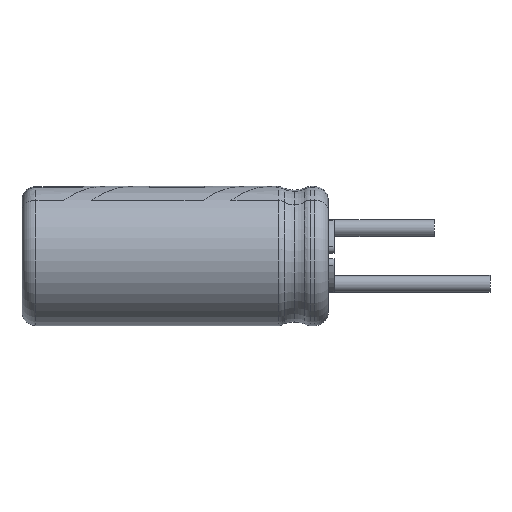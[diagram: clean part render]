
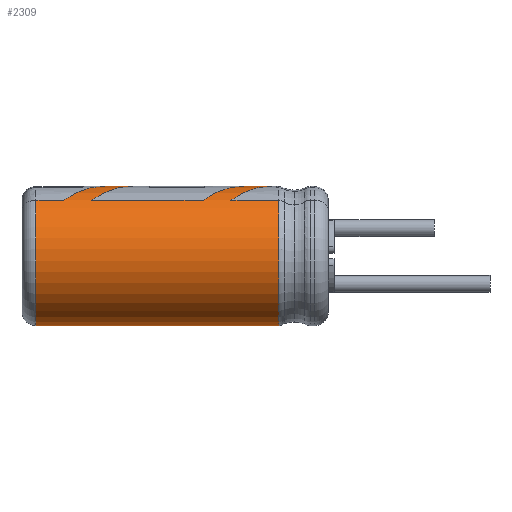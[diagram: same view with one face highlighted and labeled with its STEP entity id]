
A CAD part, left-side view. The second image highlights one B-rep face of the part: STEP entity #2309.
In plain terms, the highlighted cylindrical face has radius 2.5 mm (diameter 5 mm), a partial arc.
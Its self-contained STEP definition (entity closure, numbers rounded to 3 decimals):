
#28 =( BOUNDED_CURVE ( )  B_SPLINE_CURVE ( 3, ( #4041, #4042, #4043, #4044 ),
 .UNSPECIFIED., .F., .T. ) 
 B_SPLINE_CURVE_WITH_KNOTS ( ( 4, 4 ),
 ( 1.571, 2.214 ),
 .UNSPECIFIED. ) 
 CURVE ( )  GEOMETRIC_REPRESENTATION_ITEM ( )  RATIONAL_B_SPLINE_CURVE ( ( 1., 0.966, 0.966, 1. ) ) 
 REPRESENTATION_ITEM ( '' )  );
#30 =( BOUNDED_CURVE ( )  B_SPLINE_CURVE ( 3, ( #4034, #4035, #4036, #4037 ),
 .UNSPECIFIED., .F., .T. ) 
 B_SPLINE_CURVE_WITH_KNOTS ( ( 4, 4 ),
 ( 1.571, 2.214 ),
 .UNSPECIFIED. ) 
 CURVE ( )  GEOMETRIC_REPRESENTATION_ITEM ( )  RATIONAL_B_SPLINE_CURVE ( ( 1., 0.966, 0.966, 1. ) ) 
 REPRESENTATION_ITEM ( '' )  );
#31 =( BOUNDED_CURVE ( )  B_SPLINE_CURVE ( 3, ( #4048, #4049, #4050, #4051 ),
 .UNSPECIFIED., .F., .T. ) 
 B_SPLINE_CURVE_WITH_KNOTS ( ( 4, 4 ),
 ( 4.069, 4.712 ),
 .UNSPECIFIED. ) 
 CURVE ( )  GEOMETRIC_REPRESENTATION_ITEM ( )  RATIONAL_B_SPLINE_CURVE ( ( 1., 0.966, 0.966, 1. ) ) 
 REPRESENTATION_ITEM ( '' )  );
#32 =( BOUNDED_CURVE ( )  B_SPLINE_CURVE ( 3, ( #4058, #4059, #4060, #4061 ),
 .UNSPECIFIED., .F., .F. ) 
 B_SPLINE_CURVE_WITH_KNOTS ( ( 4, 4 ),
 ( 4.069, 4.712 ),
 .UNSPECIFIED. ) 
 CURVE ( )  GEOMETRIC_REPRESENTATION_ITEM ( )  RATIONAL_B_SPLINE_CURVE ( ( 1., 0.966, 0.966, 1. ) ) 
 REPRESENTATION_ITEM ( '' )  );
#199 = CARTESIAN_POINT ( 'NONE',  ( 0., 8., 2.5 ) ) ;
#201 = CARTESIAN_POINT ( 'NONE',  ( -1.5, 1.79, 2. ) ) ;
#202 = CARTESIAN_POINT ( 'NONE',  ( 0., 10.5, -2.5 ) ) ;
#203 = CARTESIAN_POINT ( 'NONE',  ( 0., 3., 2.5 ) ) ;
#207 = CARTESIAN_POINT ( 'NONE',  ( 0., 2., 2.5 ) ) ;
#208 = CARTESIAN_POINT ( 'NONE',  ( 0., 1.79, -2.5 ) ) ;
#224 = CARTESIAN_POINT ( 'NONE',  ( -1.5, 10.5, 2. ) ) ;
#338 = CIRCLE ( 'NONE', #4679, 2.5 ) ;
#342 = CIRCLE ( 'NONE', #4692, 2.5 ) ;
#856 = EDGE_LOOP ( 'NONE', ( #2718, #2717, #2716, #2719, #2715, #2714, #2713, #2712, #2711, #2710, #2709, #2708 ) ) ;
#1042 = VERTEX_POINT ( 'NONE', #3018 ) ;
#1049 = VERTEX_POINT ( 'NONE', #3025 ) ;
#1050 = VERTEX_POINT ( 'NONE', #3026 ) ;
#1057 = VERTEX_POINT ( 'NONE', #3033 ) ;
#1180 = CARTESIAN_POINT ( 'NONE',  ( 0., 0., 2.5 ) ) ;
#1181 = DIRECTION ( 'NONE',  ( 0., -1., 0. ) ) ;
#1208 = LINE ( 'NONE', #1209, #4708 ) ;
#1209 = CARTESIAN_POINT ( 'NONE',  ( 0., 0., 2.5 ) ) ;
#1210 = DIRECTION ( 'NONE',  ( 0., -1., 0. ) ) ;
#1226 = LINE ( 'NONE', #1227, #4699 ) ;
#1227 = CARTESIAN_POINT ( 'NONE',  ( 0., 0., -2.5 ) ) ;
#1228 = DIRECTION ( 'NONE',  ( 0., -1., 0. ) ) ;
#1237 = CARTESIAN_POINT ( 'NONE',  ( 0., 1.79, 0. ) ) ;
#1238 = DIRECTION ( 'NONE',  ( 0., -1., 0. ) ) ;
#1239 = DIRECTION ( 'NONE',  ( 0., 0., -1. ) ) ;
#1297 = CARTESIAN_POINT ( 'NONE',  ( 0., 10.5, 0. ) ) ;
#1298 = DIRECTION ( 'NONE',  ( 0., -1., 0. ) ) ;
#1299 = DIRECTION ( 'NONE',  ( 0., 0., -1. ) ) ;
#2090 = EDGE_CURVE ( 'NONE', #3627, #1049, #30, .T. ) ;
#2091 = EDGE_CURVE ( 'NONE', #1049, #3621, #4038, .T. ) ;
#2092 = EDGE_CURVE ( 'NONE', #3597, #1050, #28, .T. ) ;
#2093 = EDGE_CURVE ( 'NONE', #1050, #1057, #4045, .T. ) ;
#2094 = EDGE_CURVE ( 'NONE', #1057, #3623, #31, .T. ) ;
#2096 = EDGE_CURVE ( 'NONE', #3644, #1042, #4055, .T. ) ;
#2097 = EDGE_CURVE ( 'NONE', #1042, #3619, #32, .T. ) ;
#2144 = EDGE_CURVE ( 'NONE', #3623, #3627, #4200, .T. ) ;
#2153 = EDGE_CURVE ( 'NONE', #3619, #3597, #1208, .T. ) ;
#2158 = EDGE_CURVE ( 'NONE', #3622, #3628, #1226, .T. ) ;
#2162 = EDGE_CURVE ( 'NONE', #3621, #3628, #342, .T. ) ;
#2179 = EDGE_CURVE ( 'NONE', #3644, #3622, #338, .T. ) ;
#2309 = ADVANCED_FACE ( 'NONE', ( #4531 ), #4477, .T. ) ;
#2708 = ORIENTED_EDGE ( 'NONE', *, *, #2092, .F. ) ;
#2709 = ORIENTED_EDGE ( 'NONE', *, *, #2093, .F. ) ;
#2710 = ORIENTED_EDGE ( 'NONE', *, *, #2094, .F. ) ;
#2711 = ORIENTED_EDGE ( 'NONE', *, *, #2144, .F. ) ;
#2712 = ORIENTED_EDGE ( 'NONE', *, *, #2090, .F. ) ;
#2713 = ORIENTED_EDGE ( 'NONE', *, *, #2091, .F. ) ;
#2714 = ORIENTED_EDGE ( 'NONE', *, *, #2162, .F. ) ;
#2715 = ORIENTED_EDGE ( 'NONE', *, *, #2158, .T. ) ;
#2716 = ORIENTED_EDGE ( 'NONE', *, *, #2096, .F. ) ;
#2717 = ORIENTED_EDGE ( 'NONE', *, *, #2097, .F. ) ;
#2718 = ORIENTED_EDGE ( 'NONE', *, *, #2153, .F. ) ;
#2719 = ORIENTED_EDGE ( 'NONE', *, *, #2179, .T. ) ;
#3018 = CARTESIAN_POINT ( 'NONE',  ( -1.5, 9.5, 2. ) ) ;
#3025 = CARTESIAN_POINT ( 'NONE',  ( -1.5, 3.5, 2. ) ) ;
#3026 = CARTESIAN_POINT ( 'NONE',  ( -1.5, 8.5, 2. ) ) ;
#3033 = CARTESIAN_POINT ( 'NONE',  ( -1.5, 4.5, 2. ) ) ;
#3247 = CARTESIAN_POINT ( 'NONE',  ( 0., 0., 0. ) ) ;
#3248 = DIRECTION ( 'NONE',  ( 0., -1., 0. ) ) ;
#3249 = DIRECTION ( 'NONE',  ( 0., 0., -1. ) ) ;
#3523 = CARTESIAN_POINT ( 'NONE',  ( 0., 7., 2.5 ) ) ;
#3597 = VERTEX_POINT ( 'NONE', #3523 ) ;
#3619 = VERTEX_POINT ( 'NONE', #199 ) ;
#3621 = VERTEX_POINT ( 'NONE', #201 ) ;
#3622 = VERTEX_POINT ( 'NONE', #202 ) ;
#3623 = VERTEX_POINT ( 'NONE', #203 ) ;
#3627 = VERTEX_POINT ( 'NONE', #207 ) ;
#3628 = VERTEX_POINT ( 'NONE', #208 ) ;
#3644 = VERTEX_POINT ( 'NONE', #224 ) ;
#4034 = CARTESIAN_POINT ( 'NONE',  ( 0., 2., 2.5 ) ) ;
#4035 = CARTESIAN_POINT ( 'NONE',  ( -0.546, 2.546, 2.5 ) ) ;
#4036 = CARTESIAN_POINT ( 'NONE',  ( -1.063, 3.063, 2.327 ) ) ;
#4037 = CARTESIAN_POINT ( 'NONE',  ( -1.5, 3.5, 2. ) ) ;
#4038 = LINE ( 'NONE', #4039, #4792 ) ;
#4039 = CARTESIAN_POINT ( 'NONE',  ( -1.5, 0., 2. ) ) ;
#4040 = DIRECTION ( 'NONE',  ( 0., -1., 0. ) ) ;
#4041 = CARTESIAN_POINT ( 'NONE',  ( 0., 7., 2.5 ) ) ;
#4042 = CARTESIAN_POINT ( 'NONE',  ( -0.546, 7.546, 2.5 ) ) ;
#4043 = CARTESIAN_POINT ( 'NONE',  ( -1.063, 8.063, 2.327 ) ) ;
#4044 = CARTESIAN_POINT ( 'NONE',  ( -1.5, 8.5, 2. ) ) ;
#4045 = LINE ( 'NONE', #4046, #4788 ) ;
#4046 = CARTESIAN_POINT ( 'NONE',  ( -1.5, 0., 2. ) ) ;
#4047 = DIRECTION ( 'NONE',  ( 0., -1., 0. ) ) ;
#4048 = CARTESIAN_POINT ( 'NONE',  ( -1.5, 4.5, 2. ) ) ;
#4049 = CARTESIAN_POINT ( 'NONE',  ( -1.063, 4.063, 2.327 ) ) ;
#4050 = CARTESIAN_POINT ( 'NONE',  ( -0.546, 3.546, 2.5 ) ) ;
#4051 = CARTESIAN_POINT ( 'NONE',  ( 0., 3., 2.5 ) ) ;
#4055 = LINE ( 'NONE', #4056, #4784 ) ;
#4056 = CARTESIAN_POINT ( 'NONE',  ( -1.5, 0., 2. ) ) ;
#4057 = DIRECTION ( 'NONE',  ( 0., -1., 0. ) ) ;
#4058 = CARTESIAN_POINT ( 'NONE',  ( -1.5, 9.5, 2. ) ) ;
#4059 = CARTESIAN_POINT ( 'NONE',  ( -1.063, 9.063, 2.327 ) ) ;
#4060 = CARTESIAN_POINT ( 'NONE',  ( -0.546, 8.546, 2.5 ) ) ;
#4061 = CARTESIAN_POINT ( 'NONE',  ( 0., 8., 2.5 ) ) ;
#4200 = LINE ( 'NONE', #1180, #4717 ) ;
#4477 = CYLINDRICAL_SURFACE ( 'NONE', #4710, 2.5 ) ;
#4531 = FACE_OUTER_BOUND ( 'NONE', #856, .T. ) ;
#4679 = AXIS2_PLACEMENT_3D ( 'NONE', #1297, #1298, #1299 ) ;
#4692 = AXIS2_PLACEMENT_3D ( 'NONE', #1237, #1238, #1239 ) ;
#4699 = VECTOR ( 'NONE', #1228, 1000. ) ;
#4708 = VECTOR ( 'NONE', #1210, 1000. ) ;
#4710 = AXIS2_PLACEMENT_3D ( 'NONE', #3247, #3248, #3249 ) ;
#4717 = VECTOR ( 'NONE', #1181, 1000. ) ;
#4784 = VECTOR ( 'NONE', #4057, 1000. ) ;
#4788 = VECTOR ( 'NONE', #4047, 1000. ) ;
#4792 = VECTOR ( 'NONE', #4040, 1000. ) ;
